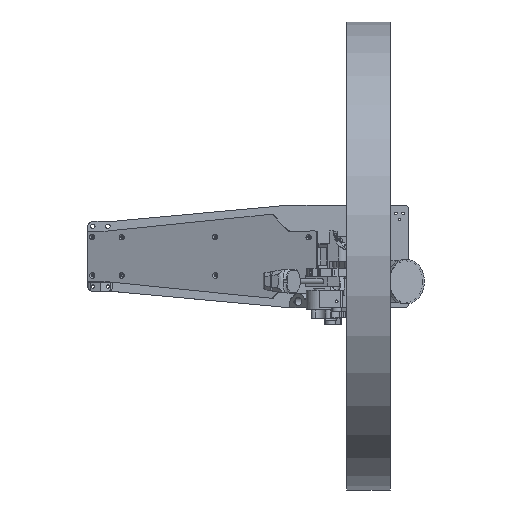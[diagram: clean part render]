
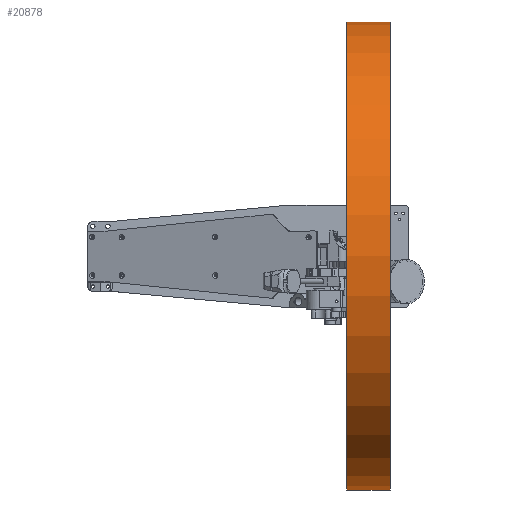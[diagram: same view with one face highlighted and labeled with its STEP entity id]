
A CAD part, top view. The second image highlights one B-rep face of the part: STEP entity #20878.
In plain terms, the highlighted cylindrical face has radius 287.2 mm (diameter 574.4 mm), a full revolution.
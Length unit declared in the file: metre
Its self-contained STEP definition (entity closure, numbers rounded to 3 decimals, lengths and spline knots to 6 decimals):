
#1389=CIRCLE('',#23557,0.2872);
#1390=CIRCLE('',#23559,0.2872);
#10501=ORIENTED_EDGE('',*,*,#13523,.T.);
#10502=ORIENTED_EDGE('',*,*,#13524,.F.);
#13523=EDGE_CURVE('',#15621,#15621,#1389,.T.);
#13524=EDGE_CURVE('',#15622,#15622,#1390,.T.);
#15621=VERTEX_POINT('',#38618);
#15622=VERTEX_POINT('',#38621);
#17515=EDGE_LOOP('',(#10501));
#17516=EDGE_LOOP('',(#10502));
#19025=FACE_BOUND('',#17515,.T.);
#19026=FACE_BOUND('',#17516,.T.);
#19724=CYLINDRICAL_SURFACE('',#23558,0.2872);
#20878=ADVANCED_FACE('',(#19025,#19026),#19724,.T.);
#23557=AXIS2_PLACEMENT_3D('',#38617,#29637,#29638);
#23558=AXIS2_PLACEMENT_3D('',#38619,#29639,#29640);
#23559=AXIS2_PLACEMENT_3D('',#38620,#29641,#29642);
#29637=DIRECTION('',(1.,0.,0.));
#29638=DIRECTION('',(0.,0.,-1.));
#29639=DIRECTION('',(1.,0.,0.));
#29640=DIRECTION('',(0.,0.,-1.));
#29641=DIRECTION('',(1.,0.,0.));
#29642=DIRECTION('',(0.,0.,-1.));
#38617=CARTESIAN_POINT('',(0.034,0.,0.2932));
#38618=CARTESIAN_POINT('',(0.034,0.,0.006));
#38619=CARTESIAN_POINT('',(0.0935,0.,0.2932));
#38620=CARTESIAN_POINT('',(0.087,0.,0.2932));
#38621=CARTESIAN_POINT('',(0.087,0.,0.006));
